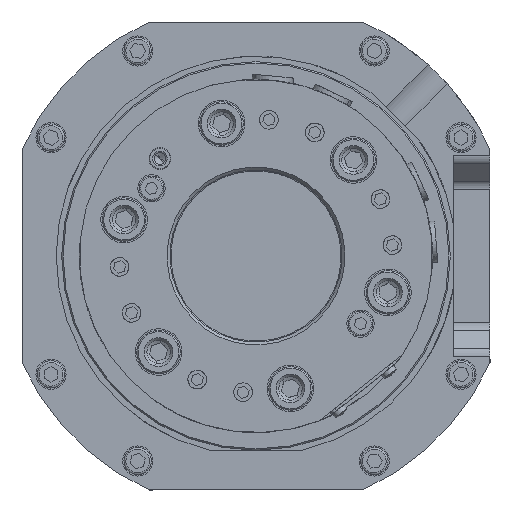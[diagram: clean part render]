
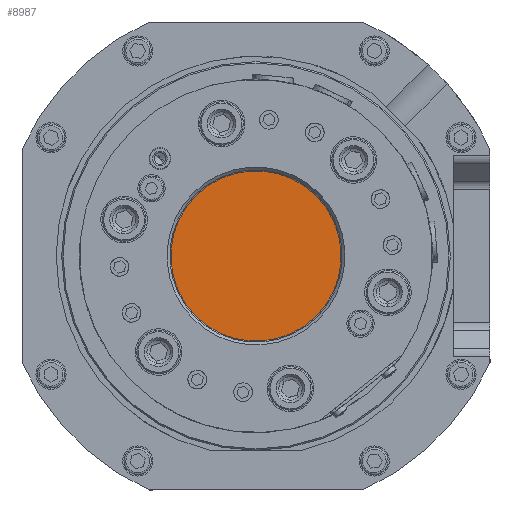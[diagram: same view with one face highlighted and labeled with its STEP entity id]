
A CAD part, front view. The second image highlights one B-rep face of the part: STEP entity #8987.
In plain terms, the highlighted planar face has unit normal (0, -1, 0).
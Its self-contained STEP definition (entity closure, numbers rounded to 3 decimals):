
#407 = CIRCLE ( 'NONE', #29530, 31.1 ) ;
#2293 = DIRECTION ( 'NONE',  ( 0., 1., 0. ) ) ;
#6985 = DIRECTION ( 'NONE',  ( 0., 1., 0. ) ) ;
#8008 = VERTEX_POINT ( 'NONE', #32851 ) ;
#8987 = ADVANCED_FACE ( 'NONE', ( #60937 ), #34088, .F. ) ;
#10288 = ORIENTED_EDGE ( 'NONE', *, *, #48654, .F. ) ;
#10679 = AXIS2_PLACEMENT_3D ( 'NONE', #34776, #2293, #50353 ) ;
#18333 = DIRECTION ( 'NONE',  ( -0.712, 0., -0.702 ) ) ;
#20615 = VERTEX_POINT ( 'NONE', #32545 ) ;
#23697 = AXIS2_PLACEMENT_3D ( 'NONE', #59976, #6985, #64871 ) ;
#24897 = EDGE_CURVE ( 'NONE', #20615, #8008, #407, .T. ) ;
#29315 = CARTESIAN_POINT ( 'NONE',  ( 0., -96.5, 0. ) ) ;
#29530 = AXIS2_PLACEMENT_3D ( 'NONE', #29315, #44863, #18333 ) ;
#32545 = CARTESIAN_POINT ( 'NONE',  ( 22.153, -96.5, 21.828 ) ) ;
#32851 = CARTESIAN_POINT ( 'NONE',  ( -22.153, -96.5, -21.828 ) ) ;
#34088 = PLANE ( 'NONE',  #10679 ) ;
#34776 = CARTESIAN_POINT ( 'NONE',  ( 0., -96.5, 0. ) ) ;
#34920 = ORIENTED_EDGE ( 'NONE', *, *, #24897, .F. ) ;
#44863 = DIRECTION ( 'NONE',  ( 0., 1., 0. ) ) ;
#48654 = EDGE_CURVE ( 'NONE', #8008, #20615, #57829, .T. ) ;
#50353 = DIRECTION ( 'NONE',  ( -0.712, 0., -0.702 ) ) ;
#55187 = EDGE_LOOP ( 'NONE', ( #10288, #34920 ) ) ;
#57829 = CIRCLE ( 'NONE', #23697, 31.1 ) ;
#59976 = CARTESIAN_POINT ( 'NONE',  ( 0., -96.5, 0. ) ) ;
#60937 = FACE_OUTER_BOUND ( 'NONE', #55187, .T. ) ;
#64871 = DIRECTION ( 'NONE',  ( -0.712, 0., -0.702 ) ) ;
